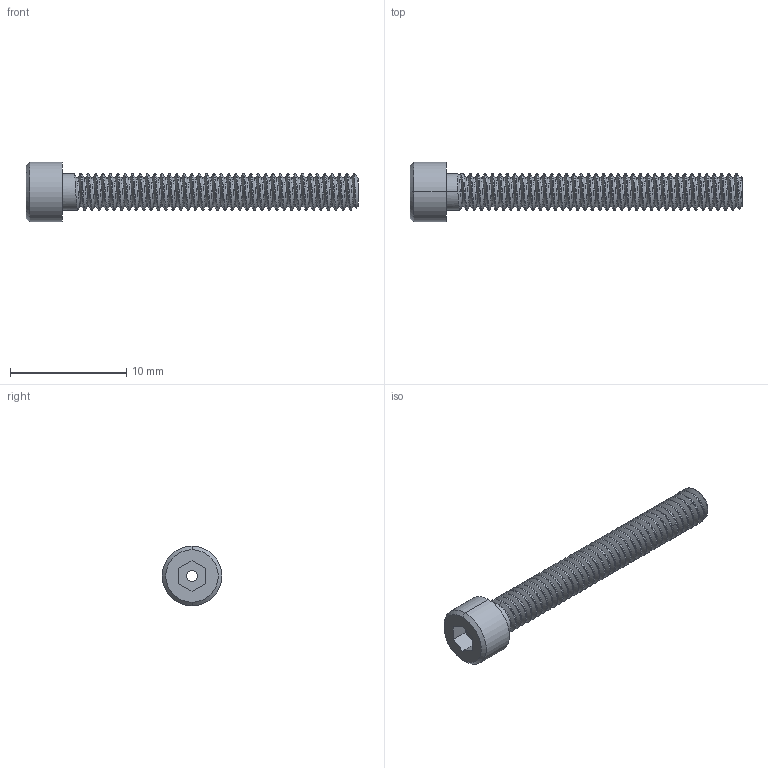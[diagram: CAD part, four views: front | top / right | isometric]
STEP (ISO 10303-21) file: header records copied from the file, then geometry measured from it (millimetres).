
FILE_DESCRIPTION((''),'2;1');
FILE_NAME('001_SOCKET_HEAD_INCH_ASM','2023-10-31T',('SYSTEM'),(''),'PRO/ENGINEER BY PARAMETRIC TECHNOLOGY CORPORATION, 2016360','PRO/ENGINEER BY PARAMETRIC TECHNOLOGY CORPORATION, 2016360','');
FILE_SCHEMA(('AUTOMOTIVE_DESIGN { 1 0 10303 214 1 1 1 1 }'));
Length unit declared in the file: inch
Products named in the file (2): C-U125_AF0; 001_SOCKET_HEAD_INCH_ASM
Assembly tree (1 placements, depth 2):
  001_SOCKET_HEAD_INCH_ASM
    C-U125_AF0
Bounding box: 28.52 x 5.12 x 5.12 mm (x, y, z)
Volume: 196.1 mm3; surface area: 540.9 mm2
Topology: 1 solids, 1 shells, 126 faces, 340 edges, 218 vertices
Faces by surface type: cylinder 80, bspline 33, plane 10, cone 3
Entity records: 13112 total; most frequent: CARTESIAN_POINT 10247, ORIENTED_EDGE 680, DIRECTION 342, EDGE_CURVE 340, VERTEX_POINT 218, B_SPLINE_CURVE_WITH_KNOTS 205, EDGE_LOOP 130, FACE_OUTER_BOUND 126
